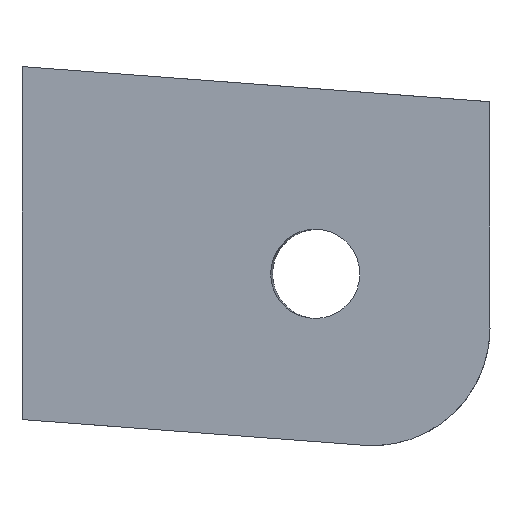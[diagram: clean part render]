
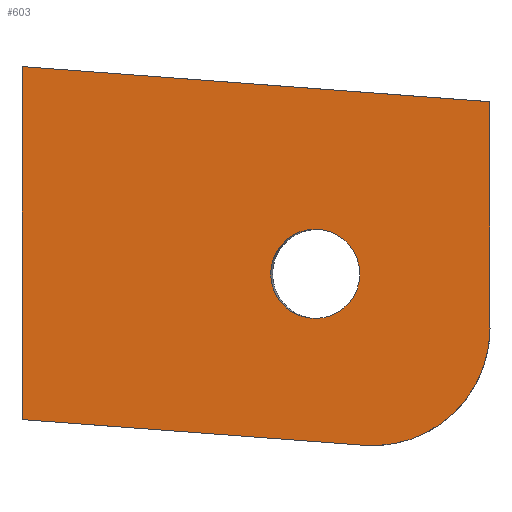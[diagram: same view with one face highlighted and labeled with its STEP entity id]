
A CAD part, left-side view. The second image highlights one B-rep face of the part: STEP entity #603.
In plain terms, the highlighted planar face has unit normal (-1, 0.027, 0.002).
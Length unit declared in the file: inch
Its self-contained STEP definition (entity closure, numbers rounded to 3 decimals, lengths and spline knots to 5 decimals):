
#107 = CARTESIAN_POINT ( 'NONE',  ( 12.9867, 238.4528, 128.70304 ) ) ;
#136 = VERTEX_POINT ( 'NONE', #7015 ) ;
#260 = CARTESIAN_POINT ( 'NONE',  ( 12.99692, 238.82522, 128.81882 ) ) ;
#603 = ADVANCED_FACE ( 'NONE', ( #7462, #1526 ), #4959, .F. ) ;
#636 = DIRECTION ( 'NONE',  ( 1., -0.027, -0.002 ) ) ;
#718 = DIRECTION ( 'NONE',  ( 0.027, 1., 0. ) ) ;
#729 = ORIENTED_EDGE ( 'NONE', *, *, #3474, .F. ) ;
#792 = EDGE_CURVE ( 'NONE', #136, #3429, #1070, .T. ) ;
#817 = LINE ( 'NONE', #6509, #1207 ) ;
#826 = ORIENTED_EDGE ( 'NONE', *, *, #6046, .F. ) ;
#868 = ORIENTED_EDGE ( 'NONE', *, *, #5340, .F. ) ;
#1070 = CIRCLE ( 'NONE', #4258, 0.095 ) ;
#1207 = VECTOR ( 'NONE', #5848, 39.37008 ) ;
#1218 = CARTESIAN_POINT ( 'NONE',  ( 12.98767, 238.4528, 129.18569 ) ) ;
#1257 = LINE ( 'NONE', #1218, #6014 ) ;
#1356 = CARTESIAN_POINT ( 'NONE',  ( 12.9934, 238.72151, 128.45374 ) ) ;
#1526 = FACE_OUTER_BOUND ( 'NONE', #6599, .T. ) ;
#1693 = ORIENTED_EDGE ( 'NONE', *, *, #1878, .T. ) ;
#1814 = CIRCLE ( 'NONE', #6114, 0.095 ) ;
#1878 = EDGE_CURVE ( 'NONE', #6834, #2956, #6158, .T. ) ;
#1885 = CARTESIAN_POINT ( 'NONE',  ( 12.99692, 238.82522, 128.81882 ) ) ;
#1889 = DIRECTION ( 'NONE',  ( -1., 0.027, 0.002 ) ) ;
#2047 = CARTESIAN_POINT ( 'NONE',  ( 12.98767, 238.4528, 129.18569 ) ) ;
#2183 = CARTESIAN_POINT ( 'NONE',  ( 12.9934, 238.72151, 128.45374 ) ) ;
#2543 = DIRECTION ( 'NONE',  ( 0.027, 1., 0. ) ) ;
#2624 = CARTESIAN_POINT ( 'NONE',  ( 13.01455, 239.45, 129.26051 ) ) ;
#2956 = VERTEX_POINT ( 'NONE', #5736 ) ;
#3014 = VECTOR ( 'NONE', #7496, 39.37008 ) ;
#3283 = CARTESIAN_POINT ( 'NONE',  ( 13.01455, 239.45, 129.26051 ) ) ;
#3395 = CARTESIAN_POINT ( 'NONE',  ( 13.28094, 249.37388, 129.42824 ) ) ;
#3418 = VECTOR ( 'NONE', #5129, 39.37008 ) ;
#3429 = VERTEX_POINT ( 'NONE', #5390 ) ;
#3474 = EDGE_CURVE ( 'NONE', #4455, #3728, #7055, .T. ) ;
#3728 = VERTEX_POINT ( 'NONE', #2183 ) ;
#4258 = AXIS2_PLACEMENT_3D ( 'NONE', #1885, #5463, #2543 ) ;
#4264 = CARTESIAN_POINT ( 'NONE',  ( 12.98639, 238.4528, 128.54774 ) ) ;
#4335 = EDGE_CURVE ( 'NONE', #3728, #2956, #817, .T. ) ;
#4442 = ORIENTED_EDGE ( 'NONE', *, *, #4335, .F. ) ;
#4455 = VERTEX_POINT ( 'NONE', #107 ) ;
#4666 = DIRECTION ( 'NONE',  ( 0.027, 0.997, 0.075 ) ) ;
#4765 = CARTESIAN_POINT ( 'NONE',  ( 12.9867, 238.4528, 128.70304 ) ) ;
#4959 = PLANE ( 'NONE',  #7077 ) ;
#5016 = ORIENTED_EDGE ( 'NONE', *, *, #6498, .T. ) ;
#5129 = DIRECTION ( 'NONE',  ( -0.002, 0., -1. ) ) ;
#5340 = EDGE_CURVE ( 'NONE', #6432, #4455, #5711, .T. ) ;
#5390 = CARTESIAN_POINT ( 'NONE',  ( 12.99437, 238.73026, 128.81882 ) ) ;
#5463 = DIRECTION ( 'NONE',  ( -1., 0.027, 0.002 ) ) ;
#5711 = LINE ( 'NONE', #2047, #3418 ) ;
#5736 = CARTESIAN_POINT ( 'NONE',  ( 13.01304, 239.45, 128.50841 ) ) ;
#5848 = DIRECTION ( 'NONE',  ( 0.027, 0.997, 0.075 ) ) ;
#6014 = VECTOR ( 'NONE', #4666, 39.37008 ) ;
#6046 = EDGE_CURVE ( 'NONE', #3429, #136, #1814, .T. ) ;
#6114 = AXIS2_PLACEMENT_3D ( 'NONE', #260, #1889, #718 ) ;
#6158 = LINE ( 'NONE', #3283, #3014 ) ;
#6432 = VERTEX_POINT ( 'NONE', #7448 ) ;
#6498 = EDGE_CURVE ( 'NONE', #6432, #6834, #1257, .T. ) ;
#6509 = CARTESIAN_POINT ( 'NONE',  ( 12.9934, 238.72151, 128.45374 ) ) ;
#6590 = ORIENTED_EDGE ( 'NONE', *, *, #792, .F. ) ;
#6599 = EDGE_LOOP ( 'NONE', ( #868, #5016, #1693, #4442, #729 ) ) ;
#6634 = CARTESIAN_POINT ( 'NONE',  ( 12.98923, 238.56665, 128.44212 ) ) ;
#6834 = VERTEX_POINT ( 'NONE', #2624 ) ;
#6955 = DIRECTION ( 'NONE',  ( 0.027, 1., 0. ) ) ;
#7015 = CARTESIAN_POINT ( 'NONE',  ( 12.99946, 238.92019, 128.81882 ) ) ;
#7055 =( BOUNDED_CURVE ( )  B_SPLINE_CURVE ( 3, ( #4765, #4264, #6634, #1356 ),
 .UNSPECIFIED., .F., .T. ) 
 B_SPLINE_CURVE_WITH_KNOTS ( ( 4, 4 ),
 ( 6.20829, 7.85398 ),
 .UNSPECIFIED. ) 
 CURVE ( )  GEOMETRIC_REPRESENTATION_ITEM ( )  RATIONAL_B_SPLINE_CURVE ( ( 1., 0.787, 0.787, 1. ) ) 
 REPRESENTATION_ITEM ( '' )  );
#7077 = AXIS2_PLACEMENT_3D ( 'NONE', #3395, #636, #6955 ) ;
#7181 = EDGE_LOOP ( 'NONE', ( #6590, #826 ) ) ;
#7448 = CARTESIAN_POINT ( 'NONE',  ( 12.98767, 238.4528, 129.18569 ) ) ;
#7462 = FACE_BOUND ( 'NONE', #7181, .T. ) ;
#7496 = DIRECTION ( 'NONE',  ( -0.002, 0., -1. ) ) ;
